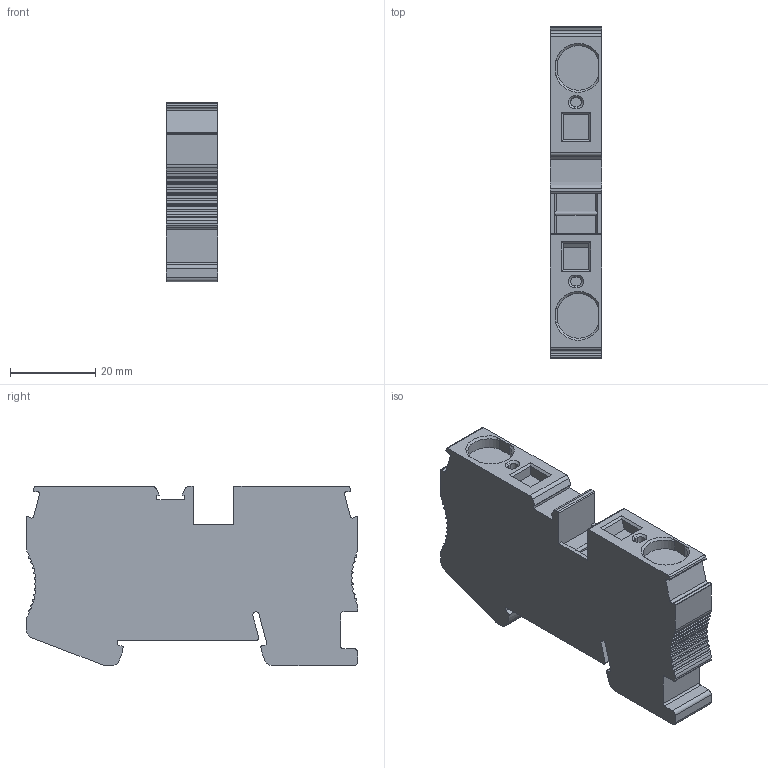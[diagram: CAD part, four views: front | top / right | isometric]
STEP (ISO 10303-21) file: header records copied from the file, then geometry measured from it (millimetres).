
FILE_DESCRIPTION(('STEP AP203'), '1');
FILE_NAME('MTS-16_3D', '2024-09-30T13:29:08', ('砐錪賧瘔蠈錪 Windows'), (''), 'C3D Converter', 'C3D Toolkit', '');
FILE_SCHEMA(('CONFIG_CONTROL_DESIGN'));
Length unit declared in the file: millimetre
Bounding box: 12 x 78 x 42.2 mm (x, y, z)
Volume: 32793 mm3; surface area: 9591 mm2
Topology: 1 solids, 1 shells, 221 faces, 617 edges, 404 vertices
Faces by surface type: plane 128, cylinder 85, cone 8
Entity records: 9000 total; most frequent: CARTESIAN_POINT 1377, ORIENTED_EDGE 1234, DIRECTION 1225, EDGE_CURVE 617, LINE 429, VECTOR 429, VERTEX_POINT 404, AXIS2_PLACEMENT_3D 398
